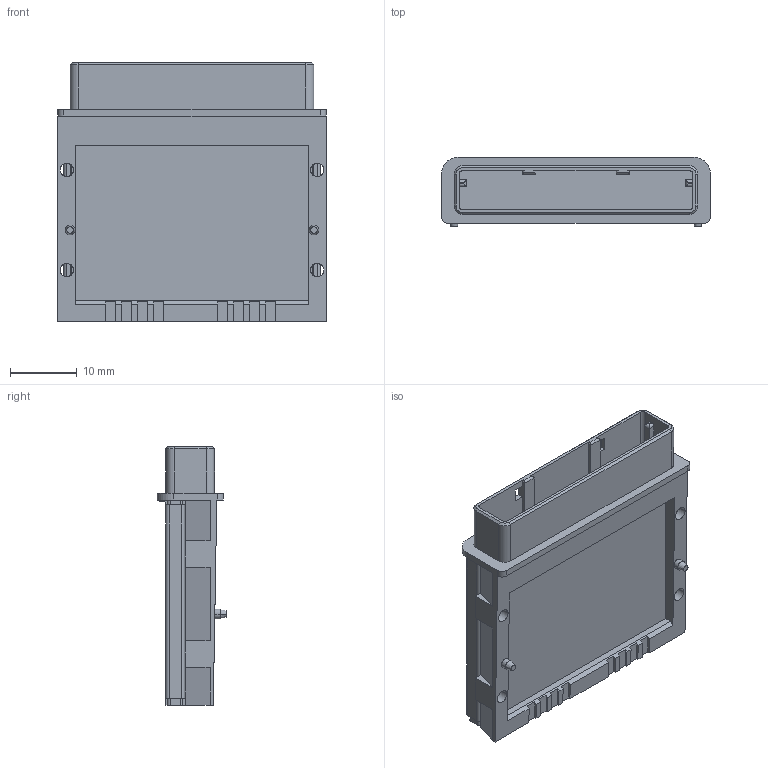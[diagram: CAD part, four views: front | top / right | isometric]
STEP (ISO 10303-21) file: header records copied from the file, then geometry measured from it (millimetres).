
FILE_DESCRIPTION((''),'2;1');
FILE_NAME('745400101','2014-07-11T',('me'),(''),'PRO/ENGINEER BY PARAMETRIC TECHNOLOGY CORPORATION, 2011490','PRO/ENGINEER BY PARAMETRIC TECHNOLOGY CORPORATION, 2011490','');
FILE_SCHEMA(('CONFIG_CONTROL_DESIGN'));
Length unit declared in the file: millimetre
Products named in the file (1): 745400101
Bounding box: 40.25 x 10.43 x 38.77 mm (x, y, z)
Volume: 6382.6 mm3; surface area: 7821.7 mm2
Topology: 1 solids, 1 shells, 316 faces, 919 edges, 620 vertices
Faces by surface type: plane 211, cylinder 97, cone 8
Entity records: 10642 total; most frequent: CARTESIAN_POINT 2202, ORIENTED_EDGE 1780, DIRECTION 1679, EDGE_CURVE 890, VECTOR 705, LINE 705, VERTEX_POINT 574, AXIS2_PLACEMENT_3D 487
